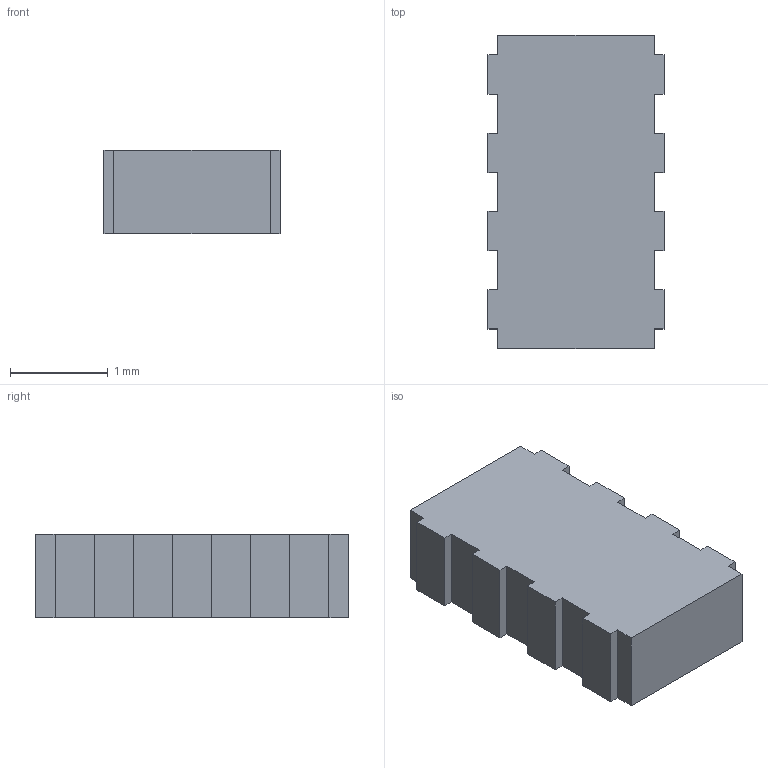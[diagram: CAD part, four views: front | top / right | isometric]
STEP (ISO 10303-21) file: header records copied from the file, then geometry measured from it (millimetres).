
FILE_DESCRIPTION(/* description */ ('Unknown'),/* implementation_level */ '2;1');
FILE_NAME(/* name */ 'D_Wurth_WE-VEA-0612',/* time_stamp */ '2025-06-24T17:31:24+08:00',/* author */ ('Unknown'),/* organization */ ('Unknown'),/* preprocessor_version */ 'ST-DEVELOPER v19.4',/* originating_system */ 'Solid Edge',/* authorisation */ 'Unknown');
FILE_SCHEMA (('AUTOMOTIVE_DESIGN {1 0 10303 214 3 1 1}'));
Length unit declared in the file: millimetre
Products named in the file (2): D_Wurth_WE-VEA-0612
Assembly tree (1 placements, depth 2):
  D_Wurth_WE-VEA-0612
    D_Wurth_WE-VEA-0612
Bounding box: 1.8 x 3.2 x 0.85 mm (x, y, z)
Volume: 4.6 mm3; surface area: 20.4 mm2
Topology: 1 solids, 1 shells, 38 faces, 108 edges, 72 vertices
Faces by surface type: plane 38
Entity records: 1521 total; most frequent: CARTESIAN_POINT 220, ORIENTED_EDGE 216, DIRECTION 188, EDGE_CURVE 108, LINE 108, VECTOR 108, VERTEX_POINT 72, AXIS2_PLACEMENT_3D 40
